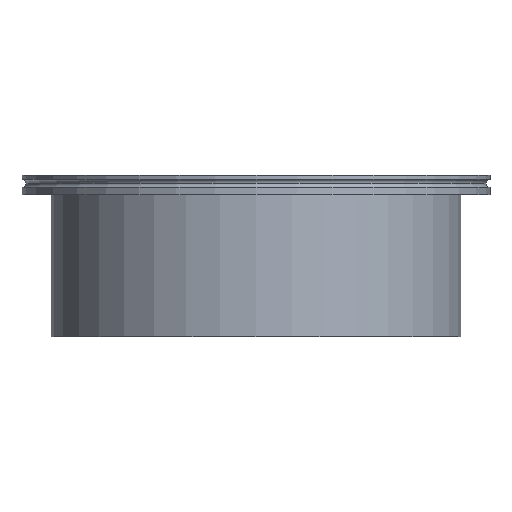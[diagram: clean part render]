
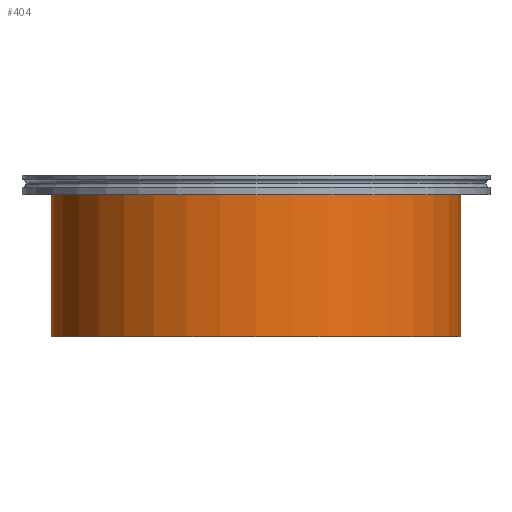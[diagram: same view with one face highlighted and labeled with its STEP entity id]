
A CAD part, front view. The second image highlights one B-rep face of the part: STEP entity #404.
In plain terms, the highlighted cylindrical face has radius 127 mm (diameter 254 mm), a partial arc.
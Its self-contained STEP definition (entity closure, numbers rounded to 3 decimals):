
#8 = EDGE_CURVE ( 'NONE', #36, #538, #975, .T. ) ;
#24 = ORIENTED_EDGE ( 'NONE', *, *, #8, .T. ) ;
#30 = VECTOR ( 'NONE', #53, 1000. ) ;
#36 = VERTEX_POINT ( 'NONE', #65 ) ;
#53 = DIRECTION ( 'NONE',  ( 0., 0., 1. ) ) ;
#65 = CARTESIAN_POINT ( 'NONE',  ( 127., 0., -100. ) ) ;
#88 = CARTESIAN_POINT ( 'NONE',  ( -127., 0., -107. ) ) ;
#91 = CARTESIAN_POINT ( 'NONE',  ( 127., 0., -107. ) ) ;
#97 = CARTESIAN_POINT ( 'NONE',  ( 0., 0., -100. ) ) ;
#102 = DIRECTION ( 'NONE',  ( 0., 0., -1. ) ) ;
#106 = DIRECTION ( 'NONE',  ( 1., 0., 0. ) ) ;
#108 = AXIS2_PLACEMENT_3D ( 'NONE', #1036, #670, #1002 ) ;
#170 = ORIENTED_EDGE ( 'NONE', *, *, #774, .F. ) ;
#199 = CARTESIAN_POINT ( 'NONE',  ( 0., 0., -107. ) ) ;
#209 = FACE_OUTER_BOUND ( 'NONE', #627, .T. ) ;
#266 = CARTESIAN_POINT ( 'NONE',  ( -127., 0., -100. ) ) ;
#272 = EDGE_CURVE ( 'NONE', #637, #538, #483, .T. ) ;
#275 = DIRECTION ( 'NONE',  ( 0., 0., 1. ) ) ;
#279 = ORIENTED_EDGE ( 'NONE', *, *, #272, .F. ) ;
#287 = DIRECTION ( 'NONE',  ( 1., 0., 0. ) ) ;
#354 = DIRECTION ( 'NONE',  ( 0., 0., 1. ) ) ;
#404 = ADVANCED_FACE ( 'NONE', ( #209 ), #449, .T. ) ;
#407 = ORIENTED_EDGE ( 'NONE', *, *, #716, .F. ) ;
#449 = CYLINDRICAL_SURFACE ( 'NONE', #579, 127. ) ;
#483 = CIRCLE ( 'NONE', #108, 127. ) ;
#538 = VERTEX_POINT ( 'NONE', #931 ) ;
#579 = AXIS2_PLACEMENT_3D ( 'NONE', #199, #275, #287 ) ;
#627 = EDGE_LOOP ( 'NONE', ( #170, #407, #24, #279 ) ) ;
#632 = AXIS2_PLACEMENT_3D ( 'NONE', #97, #102, #106 ) ;
#637 = VERTEX_POINT ( 'NONE', #818 ) ;
#670 = DIRECTION ( 'NONE',  ( 0., 0., 1. ) ) ;
#716 = EDGE_CURVE ( 'NONE', #36, #886, #770, .T. ) ;
#741 = VECTOR ( 'NONE', #354, 1000. ) ;
#746 = LINE ( 'NONE', #88, #741 ) ;
#770 = CIRCLE ( 'NONE', #632, 127. ) ;
#774 = EDGE_CURVE ( 'NONE', #886, #637, #746, .T. ) ;
#818 = CARTESIAN_POINT ( 'NONE',  ( -127., 0., -7. ) ) ;
#886 = VERTEX_POINT ( 'NONE', #266 ) ;
#931 = CARTESIAN_POINT ( 'NONE',  ( 127., 0., -7. ) ) ;
#975 = LINE ( 'NONE', #91, #30 ) ;
#1002 = DIRECTION ( 'NONE',  ( 1., 0., 0. ) ) ;
#1036 = CARTESIAN_POINT ( 'NONE',  ( 0., 0., -7. ) ) ;
